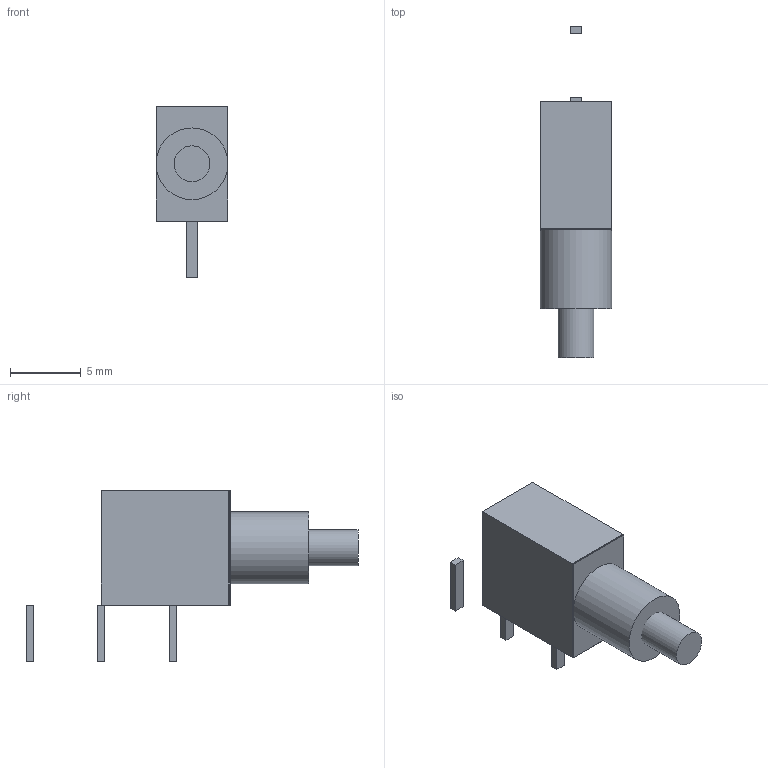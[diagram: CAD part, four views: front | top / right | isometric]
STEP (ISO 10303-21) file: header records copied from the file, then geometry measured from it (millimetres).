
FILE_DESCRIPTION(('Open CASCADE Model'),'2;1');
FILE_NAME('Open CASCADE Shape Model','2024-06-17T22:32:07',('Author'),('Open CASCADE'),'Open CASCADE STEP processor 7.7','Open CASCADE 7.7','Unknown');
FILE_SCHEMA(('AUTOMOTIVE_DESIGN { 1 0 10303 214 1 1 1 1 }'));
Length unit declared in the file: millimetre
Products named in the file (9): aa8cd934-2ce8-11ef-a0bb-be47ca126161; body; body_part; face; face_part; pins; pins_part; toggle; toggle_part
Assembly tree (8 placements, depth 3):
  aa8cd934-2ce8-11ef-a0bb-be47ca126161
    body
      body_part
    face
      face_part
    pins
      pins_part
    toggle
      toggle_part
Bounding box: 5.08 x 23.54 x 12.13 mm (x, y, z)
Volume: 515.5 mm3; surface area: 569.1 mm2
Topology: 6 solids, 6 shells, 36 faces, 69 edges, 45 vertices
Faces by surface type: plane 34, cylinder 2
Full cylindrical faces by diameter (mm): 2.54 x1, 5.08 x1
Entity records: 1122 total; most frequent: PCURVE 138, DEFINITIONAL_REPRESENTATION 138, ORIENTED_EDGE 116, CARTESIAN_POINT 98, LINE 95, EDGE_CURVE 69, SURFACE_CURVE 67, VERTEX_POINT 45
